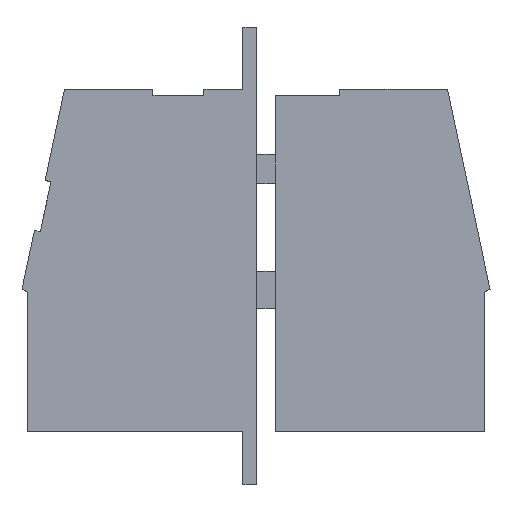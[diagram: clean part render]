
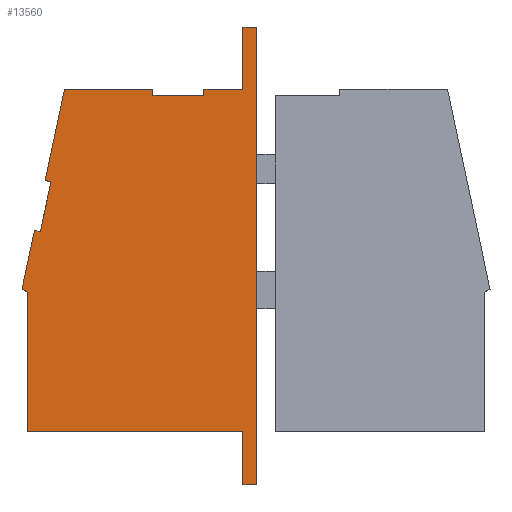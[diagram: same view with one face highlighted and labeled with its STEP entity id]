
A CAD part, top view. The second image highlights one B-rep face of the part: STEP entity #13560.
In plain terms, the highlighted planar face has unit normal (0, 0, 1).
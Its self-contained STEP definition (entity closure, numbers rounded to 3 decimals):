
#120=CARTESIAN_POINT('',(-182.774,178.978,6.25));
#130=VERTEX_POINT('',#120);
#280=CARTESIAN_POINT('',(-179.774,178.978,6.25));
#290=VERTEX_POINT('',#280);
#320=CARTESIAN_POINT('',(0.,178.978,6.25));
#330=DIRECTION('',(-1.,0.,0.));
#340=VECTOR('',#330,1.);
#350=LINE('',#320,#340);
#360=EDGE_CURVE('',#290,#130,#350,.T.);
#500=CARTESIAN_POINT('',(-182.774,165.578,6.25));
#510=VERTEX_POINT('',#500);
#560=CARTESIAN_POINT('',(0.,165.578,6.25));
#570=DIRECTION('',(-1.,0.,0.));
#580=VECTOR('',#570,1.);
#590=LINE('',#560,#580);
#600=CARTESIAN_POINT('',(-191.174,165.578,6.25));
#610=VERTEX_POINT('',#600);
#620=EDGE_CURVE('',#510,#610,#590,.T.);
#1280=CARTESIAN_POINT('',(-182.774,0.,6.25));
#1290=DIRECTION('',(0.,-1.,0.));
#1300=VECTOR('',#1290,1.);
#1310=LINE('',#1280,#1300);
#1320=EDGE_CURVE('',#130,#510,#1310,.T.);
#3890=CARTESIAN_POINT('',(-229.274,121.783,6.25));
#3900=VERTEX_POINT('',#3890);
#3930=CARTESIAN_POINT('',(-229.274,0.,6.25));
#3940=DIRECTION('',(0.,1.,0.));
#3950=VECTOR('',#3940,1.);
#3960=LINE('',#3930,#3950);
#3970=CARTESIAN_POINT('',(-229.274,91.678,6.25));
#3980=VERTEX_POINT('',#3970);
#3990=EDGE_CURVE('',#3980,#3900,#3960,.T.);
#4450=CARTESIAN_POINT('',(-227.741,135.155,6.25));
#4460=VERTEX_POINT('',#4450);
#4490=CARTESIAN_POINT('',(-256.469,0.,6.25));
#4500=DIRECTION('',(-0.208,-0.978,0.));
#4510=VECTOR('',#4500,1.);
#4520=LINE('',#4490,#4510);
#4530=CARTESIAN_POINT('',(-230.44,122.457,6.25));
#4540=VERTEX_POINT('',#4530);
#4550=EDGE_CURVE('',#4460,#4540,#4520,.T.);
#4950=CARTESIAN_POINT('',(-202.174,165.578,6.25));
#4960=VERTEX_POINT('',#4950);
#4990=CARTESIAN_POINT('',(-202.674,165.578,6.25));
#5000=DIRECTION('',(-1.,0.,0.));
#5010=VECTOR('',#5000,1.);
#5020=LINE('',#4990,#5010);
#5030=CARTESIAN_POINT('',(-221.274,165.578,6.25));
#5040=VERTEX_POINT('',#5030);
#5050=EDGE_CURVE('',#4960,#5040,#5020,.T.);
#5740=CARTESIAN_POINT('',(-225.454,145.914,6.25));
#5750=VERTEX_POINT('',#5740);
#5800=CARTESIAN_POINT('',(-221.779,163.202,6.25));
#5810=DIRECTION('',(-0.208,-0.978,0.));
#5820=VECTOR('',#5810,1.);
#5830=LINE('',#5800,#5820);
#5840=EDGE_CURVE('',#5040,#5750,#5830,.T.);
#6280=CARTESIAN_POINT('',(-255.155,0.,6.25));
#6290=DIRECTION('',(0.208,0.978,0.));
#6300=VECTOR('',#6290,1.);
#6310=LINE('',#6280,#6300);
#6320=CARTESIAN_POINT('',(-226.472,134.885,6.25));
#6330=VERTEX_POINT('',#6320);
#6340=CARTESIAN_POINT('',(-224.184,145.644,6.25));
#6350=VERTEX_POINT('',#6340);
#6360=EDGE_CURVE('',#6330,#6350,#6310,.T.);
#12710=CARTESIAN_POINT('',(-203.138,131.562,6.25));
#12720=DIRECTION('',(0.,0.,-1.));
#12730=DIRECTION('',(-1.,0.,0.));
#12740=AXIS2_PLACEMENT_3D('',#12710,#12720,#12730);
#12750=PLANE('',#12740);
#12760=ORIENTED_EDGE('',*,*,#360,.T.);
#12770=CARTESIAN_POINT('',(-179.774,178.978,6.25));
#12780=DIRECTION('',(0.,-1.,0.));
#12790=VECTOR('',#12780,1.);
#12800=LINE('',#12770,#12790);
#12810=CARTESIAN_POINT('',(-179.774,80.278,6.25));
#12820=VERTEX_POINT('',#12810);
#12830=EDGE_CURVE('',#290,#12820,#12800,.T.);
#12840=ORIENTED_EDGE('',*,*,#12830,.F.);
#12850=CARTESIAN_POINT('',(-182.774,80.278,6.25));
#12860=DIRECTION('',(1.,0.,0.));
#12870=VECTOR('',#12860,1.);
#12880=LINE('',#12850,#12870);
#12890=CARTESIAN_POINT('',(-182.774,80.278,6.25));
#12900=VERTEX_POINT('',#12890);
#12910=EDGE_CURVE('',#12900,#12820,#12880,.T.);
#12920=ORIENTED_EDGE('',*,*,#12910,.T.);
#12930=CARTESIAN_POINT('',(-182.774,0.,6.25));
#12940=DIRECTION('',(0.,1.,0.));
#12950=VECTOR('',#12940,1.);
#12960=LINE('',#12930,#12950);
#12970=CARTESIAN_POINT('',(-182.774,91.678,6.25));
#12980=VERTEX_POINT('',#12970);
#12990=EDGE_CURVE('',#12900,#12980,#12960,.T.);
#13000=ORIENTED_EDGE('',*,*,#12990,.F.);
#13010=CARTESIAN_POINT('',(0.,91.678,6.25));
#13020=DIRECTION('',(1.,0.,0.));
#13030=VECTOR('',#13020,1.);
#13040=LINE('',#13010,#13030);
#13050=EDGE_CURVE('',#3980,#12980,#13040,.T.);
#13060=ORIENTED_EDGE('',*,*,#13050,.T.);
#13070=ORIENTED_EDGE('',*,*,#3990,.F.);
#13080=CARTESIAN_POINT('',(0.,-10.588,6.25));
#13090=DIRECTION('',(0.866,-0.5,0.));
#13100=VECTOR('',#13090,1.);
#13110=LINE('',#13080,#13100);
#13120=EDGE_CURVE('',#4540,#3900,#13110,.T.);
#13130=ORIENTED_EDGE('',*,*,#13120,.T.);
#13140=ORIENTED_EDGE('',*,*,#4550,.T.);
#13150=CARTESIAN_POINT('',(-226.567,134.905,6.25));
#13160=DIRECTION('',(-0.978,0.208,0.));
#13170=VECTOR('',#13160,1.);
#13180=LINE('',#13150,#13170);
#13190=EDGE_CURVE('',#6330,#4460,#13180,.T.);
#13200=ORIENTED_EDGE('',*,*,#13190,.T.);
#13210=ORIENTED_EDGE('',*,*,#6360,.F.);
#13220=CARTESIAN_POINT('',(0.,97.993,6.25));
#13230=DIRECTION('',(0.978,-0.208,0.));
#13240=VECTOR('',#13230,1.);
#13250=LINE('',#13220,#13240);
#13260=EDGE_CURVE('',#5750,#6350,#13250,.T.);
#13270=ORIENTED_EDGE('',*,*,#13260,.T.);
#13280=ORIENTED_EDGE('',*,*,#5840,.T.);
#13290=ORIENTED_EDGE('',*,*,#5050,.T.);
#13300=CARTESIAN_POINT('',(-202.174,0.,6.25));
#13310=DIRECTION('',(0.,1.,0.));
#13320=VECTOR('',#13310,1.);
#13330=LINE('',#13300,#13320);
#13340=CARTESIAN_POINT('',(-202.174,164.278,6.25));
#13350=VERTEX_POINT('',#13340);
#13360=EDGE_CURVE('',#13350,#4960,#13330,.T.);
#13370=ORIENTED_EDGE('',*,*,#13360,.T.);
#13380=CARTESIAN_POINT('',(-218.845,164.278,6.25));
#13390=DIRECTION('',(1.,0.,0.));
#13400=VECTOR('',#13390,1.);
#13410=LINE('',#13380,#13400);
#13420=CARTESIAN_POINT('',(-191.174,164.278,6.25));
#13430=VERTEX_POINT('',#13420);
#13440=EDGE_CURVE('',#13350,#13430,#13410,.T.);
#13450=ORIENTED_EDGE('',*,*,#13440,.F.);
#13460=CARTESIAN_POINT('',(-191.174,0.,6.25));
#13470=DIRECTION('',(0.,1.,0.));
#13480=VECTOR('',#13470,1.);
#13490=LINE('',#13460,#13480);
#13500=EDGE_CURVE('',#13430,#610,#13490,.T.);
#13510=ORIENTED_EDGE('',*,*,#13500,.F.);
#13520=ORIENTED_EDGE('',*,*,#620,.T.);
#13530=ORIENTED_EDGE('',*,*,#1320,.T.);
#13540=EDGE_LOOP('',(#13530,#13520,#13510,#13450,#13370,#13290,#13280,
#13270,#13210,#13200,#13140,#13130,#13070,#13060,#13000,#12920,#12840,
#12760));
#13550=FACE_OUTER_BOUND('',#13540,.T.);
#13560=ADVANCED_FACE('',(#13550),#12750,.F.);
